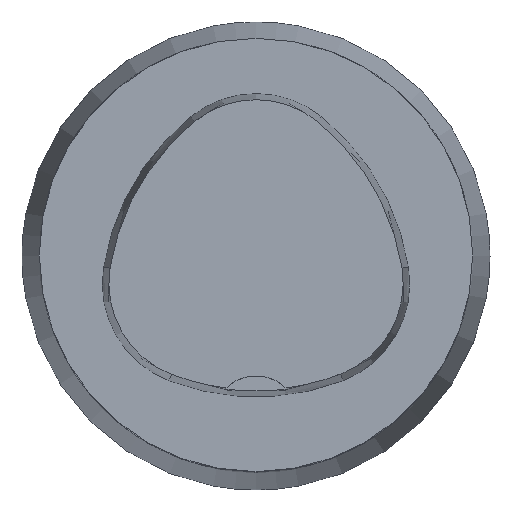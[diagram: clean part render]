
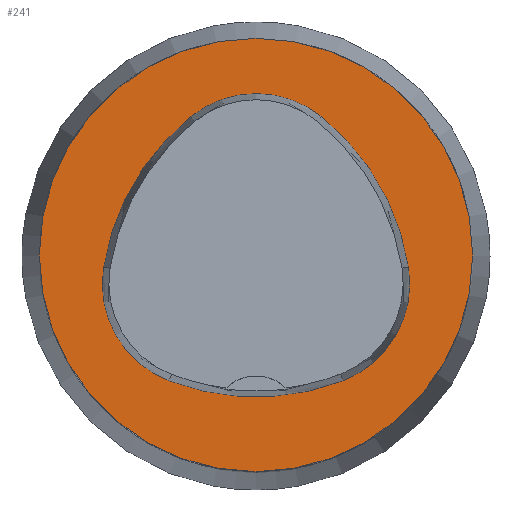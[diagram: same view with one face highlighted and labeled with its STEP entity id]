
A CAD part, top view. The second image highlights one B-rep face of the part: STEP entity #241.
In plain terms, the highlighted planar face has unit normal (0, 0, 1).
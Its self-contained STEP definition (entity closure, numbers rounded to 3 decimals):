
#183=PLANE('',#811);
#241=ADVANCED_FACE('',(#294,#295),#183,.T.);
#294=FACE_BOUND('',#342,.T.);
#295=FACE_BOUND('',#343,.T.);
#342=EDGE_LOOP('',(#445,#446,#447,#448,#449,#450));
#343=EDGE_LOOP('',(#451));
#445=ORIENTED_EDGE('',*,*,#602,.T.);
#446=ORIENTED_EDGE('',*,*,#582,.T.);
#447=ORIENTED_EDGE('',*,*,#586,.T.);
#448=ORIENTED_EDGE('',*,*,#589,.T.);
#449=ORIENTED_EDGE('',*,*,#592,.T.);
#450=ORIENTED_EDGE('',*,*,#600,.T.);
#451=ORIENTED_EDGE('',*,*,#573,.F.);
#521=VERTEX_POINT('',#1154);
#530=VERTEX_POINT('',#1173);
#531=VERTEX_POINT('',#1174);
#534=VERTEX_POINT('',#1182);
#536=VERTEX_POINT('',#1188);
#538=VERTEX_POINT('',#1194);
#545=VERTEX_POINT('',#1215);
#573=EDGE_CURVE('',#521,#521,#631,.T.);
#582=EDGE_CURVE('',#530,#531,#632,.T.);
#586=EDGE_CURVE('',#531,#534,#634,.T.);
#589=EDGE_CURVE('',#534,#536,#636,.T.);
#592=EDGE_CURVE('',#536,#538,#638,.T.);
#600=EDGE_CURVE('',#538,#545,#642,.T.);
#602=EDGE_CURVE('',#545,#530,#644,.T.);
#631=CIRCLE('',#783,25.);
#632=CIRCLE('',#789,28.);
#634=CIRCLE('',#792,12.);
#636=CIRCLE('',#795,28.);
#638=CIRCLE('',#798,12.);
#642=CIRCLE('',#803,28.);
#644=CIRCLE('',#806,12.);
#783=AXIS2_PLACEMENT_3D('',#1153,#919,#920);
#789=AXIS2_PLACEMENT_3D('',#1172,#935,#936);
#792=AXIS2_PLACEMENT_3D('',#1181,#943,#944);
#795=AXIS2_PLACEMENT_3D('',#1187,#950,#951);
#798=AXIS2_PLACEMENT_3D('',#1193,#957,#958);
#803=AXIS2_PLACEMENT_3D('',#1216,#969,#970);
#806=AXIS2_PLACEMENT_3D('',#1219,#975,#976);
#811=AXIS2_PLACEMENT_3D('',#1224,#985,#986);
#919=DIRECTION('',(0.,0.,-1.));
#920=DIRECTION('',(-1.,0.,0.));
#935=DIRECTION('',(0.,0.,-1.));
#936=DIRECTION('',(-1.,0.,0.));
#943=DIRECTION('',(0.,0.,-1.));
#944=DIRECTION('',(-1.,0.,0.));
#950=DIRECTION('',(0.,0.,-1.));
#951=DIRECTION('',(-1.,0.,0.));
#957=DIRECTION('',(0.,0.,-1.));
#958=DIRECTION('',(-1.,0.,0.));
#969=DIRECTION('',(0.,0.,-1.));
#970=DIRECTION('',(-1.,0.,0.));
#975=DIRECTION('',(0.,0.,-1.));
#976=DIRECTION('',(-1.,0.,0.));
#985=DIRECTION('',(0.,0.,1.));
#986=DIRECTION('',(1.,0.,0.));
#1153=CARTESIAN_POINT('',(0.,0.,0.));
#1154=CARTESIAN_POINT('',(-25.,0.,0.));
#1172=CARTESIAN_POINT('',(10.068,-5.824,0.));
#1173=CARTESIAN_POINT('',(-17.584,-1.424,0.));
#1174=CARTESIAN_POINT('',(-7.531,15.953,0.));
#1181=CARTESIAN_POINT('',(0.011,6.62,0.));
#1182=CARTESIAN_POINT('',(7.567,15.942,0.));
#1187=CARTESIAN_POINT('',(-10.063,-5.81,0.));
#1188=CARTESIAN_POINT('',(17.59,-1.418,0.));
#1193=CARTESIAN_POINT('',(5.739,-3.3,0.));
#1194=CARTESIAN_POINT('',(10.05,-14.499,0.));
#1215=CARTESIAN_POINT('',(-10.025,-14.516,0.));
#1216=CARTESIAN_POINT('',(-0.01,11.631,0.));
#1219=CARTESIAN_POINT('',(-5.733,-3.31,0.));
#1224=CARTESIAN_POINT('',(0.,0.,0.));
